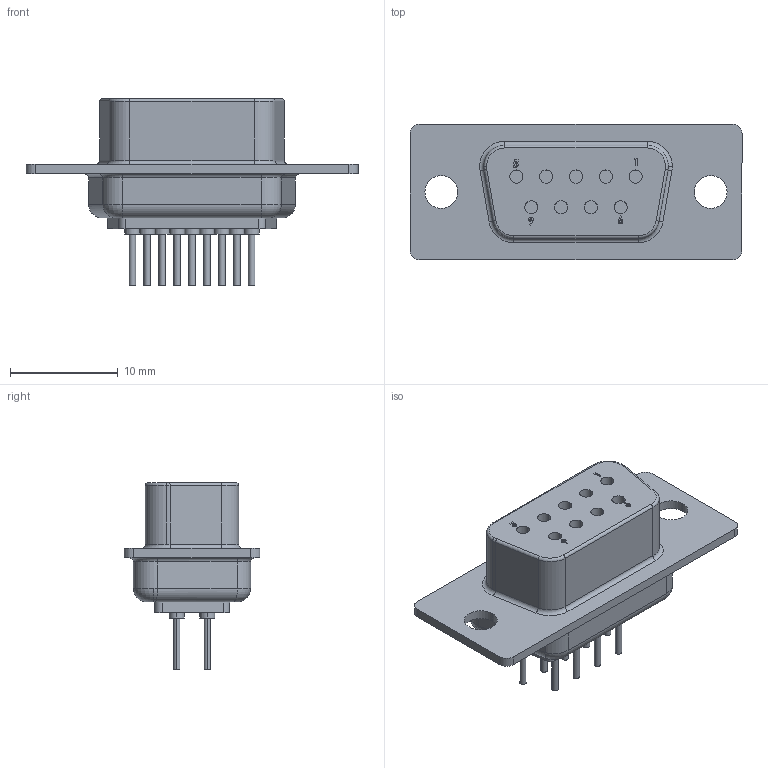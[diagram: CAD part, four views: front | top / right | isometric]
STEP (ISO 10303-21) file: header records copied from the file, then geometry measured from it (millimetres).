
FILE_DESCRIPTION (( 'STEP AP214' ), '1' );
FILE_NAME ('172-E-009-213.STEP', '2009-04-18T20:00:54', ( 'Tom Plaven' ), ( 'Anapro Tech' ), 'SwSTEP 2.0', 'SolidWorks 2007', '' );
FILE_SCHEMA (( 'AUTOMOTIVE_DESIGN' ));
Length unit declared in the file: inch
Products named in the file (1): 172-E-009-213
Bounding box: 30.81 x 12.6 x 17.41 mm (x, y, z)
Volume: 1997.3 mm3; surface area: 1648.7 mm2
Topology: 1 solids, 1 shells, 209 faces, 479 edges, 308 vertices
Faces by surface type: cylinder 92, plane 73, bspline 24, torus 20
Entity records: 9003 total; most frequent: CARTESIAN_POINT 2381, DIRECTION 1005, ORIENTED_EDGE 958, EDGE_CURVE 479, AXIS2_PLACEMENT_3D 392, VERTEX_POINT 308, EDGE_LOOP 249, VECTOR 221
